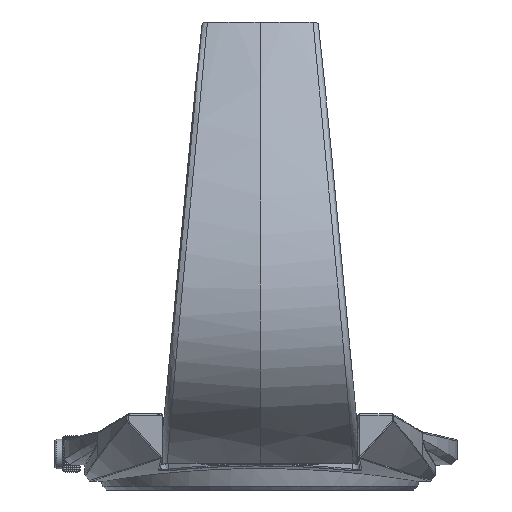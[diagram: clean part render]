
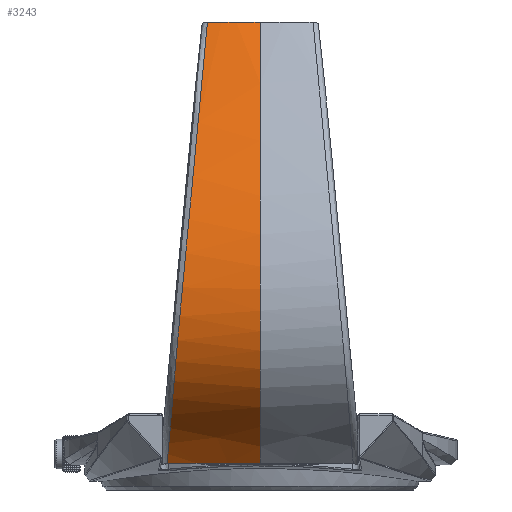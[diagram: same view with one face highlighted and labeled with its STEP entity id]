
A CAD part, front view. The second image highlights one B-rep face of the part: STEP entity #3243.
In plain terms, the highlighted free-form (B-spline) face has degree [2, 3] with [3, 6] control points.
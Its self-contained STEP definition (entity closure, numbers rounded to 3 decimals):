
#3243 = ADVANCED_FACE('',(#3244),#3333,.T.);
#3244 = FACE_BOUND('',#3245,.T.);
#3245 = EDGE_LOOP('',(#3246,#3259,#3316,#3327));
#3246 = ORIENTED_EDGE('',*,*,#3247,.T.);
#3247 = EDGE_CURVE('',#3248,#3250,#3252,.T.);
#3248 = VERTEX_POINT('',#3249);
#3249 = CARTESIAN_POINT('',(0.,-21.666,53.753));
#3250 = VERTEX_POINT('',#3251);
#3251 = CARTESIAN_POINT('',(-6.069,-20.935,
    53.753));
#3252 = B_SPLINE_CURVE_WITH_KNOTS('',3,(#3253,#3254,#3255,#3256,#3257,
    #3258),.UNSPECIFIED.,.F.,.F.,(4,2,4),(0.,0.5,0.531),
  .UNSPECIFIED.);
#3253 = CARTESIAN_POINT('',(0.,-21.666,53.753));
#3254 = CARTESIAN_POINT('',(-1.971,-21.675,
    53.753));
#3255 = CARTESIAN_POINT('',(-3.876,-21.459,
    53.753));
#3256 = CARTESIAN_POINT('',(-5.838,-20.993,
    53.753));
#3257 = CARTESIAN_POINT('',(-5.953,-20.965,
    53.753));
#3258 = CARTESIAN_POINT('',(-6.069,-20.935,
    53.753));
#3259 = ORIENTED_EDGE('',*,*,#3260,.T.);
#3260 = EDGE_CURVE('',#3250,#3261,#3263,.T.);
#3261 = VERTEX_POINT('',#3262);
#3262 = CARTESIAN_POINT('',(-10.685,-20.696,
    3.073));
#3263 = B_SPLINE_CURVE_WITH_KNOTS('',3,(#3264,#3265,#3266,#3267,#3268,
    #3269,#3270,#3271,#3272,#3273,#3274,#3275,#3276,#3277,#3278,#3279,
    #3280,#3281,#3282,#3283,#3284,#3285,#3286,#3287,#3288,#3289,#3290,
    #3291,#3292,#3293,#3294,#3295,#3296,#3297,#3298,#3299,#3300,#3301,
    #3302,#3303,#3304,#3305,#3306,#3307,#3308,#3309,#3310,#3311,#3312,
    #3313,#3314,#3315),.UNSPECIFIED.,.F.,.F.,(4,2,2,2,2,2,2,2,2,2,2,2,2,
    2,2,2,2,2,2,2,2,2,2,2,2,4),(0.,0.002,
    0.004,0.009,0.013,
    0.017,0.026,0.03,
    0.033,0.035,0.039,
    0.041,0.043,0.048,
    0.049,0.05,0.052,
    0.054,0.057,0.061,
    0.063,0.065,0.067,
    0.069,0.069,0.07),
  .UNSPECIFIED.);
#3264 = CARTESIAN_POINT('',(-6.069,-20.935,
    53.753));
#3265 = CARTESIAN_POINT('',(-6.115,-21.363,
    53.249));
#3266 = CARTESIAN_POINT('',(-6.161,-21.788,
    52.741));
#3267 = CARTESIAN_POINT('',(-6.255,-22.63,
    51.721));
#3268 = CARTESIAN_POINT('',(-6.303,-23.048,
    51.208));
#3269 = CARTESIAN_POINT('',(-6.446,-24.288,
    49.661));
#3270 = CARTESIAN_POINT('',(-6.543,-25.099,
    48.618));
#3271 = CARTESIAN_POINT('',(-6.739,-26.684,
    46.504));
#3272 = CARTESIAN_POINT('',(-6.839,-27.458,
    45.433));
#3273 = CARTESIAN_POINT('',(-7.043,-28.963,
    43.259));
#3274 = CARTESIAN_POINT('',(-7.147,-29.694,
    42.155));
#3275 = CARTESIAN_POINT('',(-7.462,-31.799,
    38.794));
#3276 = CARTESIAN_POINT('',(-7.679,-33.086,
    36.498));
#3277 = CARTESIAN_POINT('',(-8.017,-34.739,
    32.922));
#3278 = CARTESIAN_POINT('',(-8.132,-35.243,
    31.708));
#3279 = CARTESIAN_POINT('',(-8.308,-35.907,
    29.842));
#3280 = CARTESIAN_POINT('',(-8.367,-36.113,
    29.213));
#3281 = CARTESIAN_POINT('',(-8.488,-36.487,
    27.936));
#3282 = CARTESIAN_POINT('',(-8.548,-36.654,
    27.293));
#3283 = CARTESIAN_POINT('',(-8.73,-37.085,
    25.359));
#3284 = CARTESIAN_POINT('',(-8.852,-37.281,
    24.06));
#3285 = CARTESIAN_POINT('',(-9.035,-37.393,
    22.093));
#3286 = CARTESIAN_POINT('',(-9.096,-37.4,
    21.434));
#3287 = CARTESIAN_POINT('',(-9.218,-37.342,
    20.108));
#3288 = CARTESIAN_POINT('',(-9.279,-37.277,
    19.437));
#3289 = CARTESIAN_POINT('',(-9.458,-36.965,
    17.463));
#3290 = CARTESIAN_POINT('',(-9.571,-36.602,
    16.189));
#3291 = CARTESIAN_POINT('',(-9.705,-35.937,
    14.654));
#3292 = CARTESIAN_POINT('',(-9.732,-35.793,
    14.349));
#3293 = CARTESIAN_POINT('',(-9.783,-35.487,
    13.754));
#3294 = CARTESIAN_POINT('',(-9.808,-35.325,
    13.463));
#3295 = CARTESIAN_POINT('',(-9.882,-34.813,
    12.606));
#3296 = CARTESIAN_POINT('',(-9.928,-34.437,
    12.059));
#3297 = CARTESIAN_POINT('',(-10.017,-33.621,
    11.01));
#3298 = CARTESIAN_POINT('',(-10.059,-33.181,
    10.506));
#3299 = CARTESIAN_POINT('',(-10.139,-32.243,
    9.545));
#3300 = CARTESIAN_POINT('',(-10.177,-31.753,
    9.093));
#3301 = CARTESIAN_POINT('',(-10.284,-30.228,
    7.81));
#3302 = CARTESIAN_POINT('',(-10.347,-29.14,
    7.053));
#3303 = CARTESIAN_POINT('',(-10.433,-27.426,
    6.027));
#3304 = CARTESIAN_POINT('',(-10.461,-26.839,
    5.703));
#3305 = CARTESIAN_POINT('',(-10.512,-25.649,
    5.091));
#3306 = CARTESIAN_POINT('',(-10.537,-25.046,
    4.803));
#3307 = CARTESIAN_POINT('',(-10.583,-23.825,4.259
    ));
#3308 = CARTESIAN_POINT('',(-10.605,-23.208,
    4.002));
#3309 = CARTESIAN_POINT('',(-10.636,-22.272,
    3.639));
#3310 = CARTESIAN_POINT('',(-10.646,-21.959,
    3.521));
#3311 = CARTESIAN_POINT('',(-10.661,-21.487,
    3.349));
#3312 = CARTESIAN_POINT('',(-10.666,-21.329,
    3.293));
#3313 = CARTESIAN_POINT('',(-10.675,-21.013,
    3.182));
#3314 = CARTESIAN_POINT('',(-10.68,-20.853,
    3.126));
#3315 = CARTESIAN_POINT('',(-10.685,-20.696,
    3.073));
#3316 = ORIENTED_EDGE('',*,*,#3317,.F.);
#3317 = EDGE_CURVE('',#3318,#3261,#3320,.T.);
#3318 = VERTEX_POINT('',#3319);
#3319 = CARTESIAN_POINT('',(0.,-22.99,3.073));
#3320 = B_SPLINE_CURVE_WITH_KNOTS('',3,(#3321,#3322,#3323,#3324,#3325,
    #3326),.UNSPECIFIED.,.F.,.F.,(4,2,4),(0.,0.5,0.908),
  .UNSPECIFIED.);
#3321 = CARTESIAN_POINT('',(0.,-22.99,3.073));
#3322 = CARTESIAN_POINT('',(-2.071,-22.999,
    3.073));
#3323 = CARTESIAN_POINT('',(-4.084,-22.771,
    3.073));
#3324 = CARTESIAN_POINT('',(-7.627,-21.928,
    3.073));
#3325 = CARTESIAN_POINT('',(-9.178,-21.391,
    3.073));
#3326 = CARTESIAN_POINT('',(-10.685,-20.696,
    3.073));
#3327 = ORIENTED_EDGE('',*,*,#3328,.T.);
#3328 = EDGE_CURVE('',#3318,#3248,#3329,.T.);
#3329 = B_SPLINE_CURVE_WITH_KNOTS('',2,(#3330,#3331,#3332),
  .UNSPECIFIED.,.F.,.F.,(3,3),(0.,1.),.PIECEWISE_BEZIER_KNOTS.);
#3330 = CARTESIAN_POINT('',(0.,-22.99,3.073));
#3331 = CARTESIAN_POINT('',(0.,-54.408,15.012));
#3332 = CARTESIAN_POINT('',(0.,-21.666,53.753));
#3333 = B_SPLINE_SURFACE_WITH_KNOTS('',2,3,(
    (#3334,#3335,#3336,#3337,#3338,#3339)
    ,(#3340,#3341,#3342,#3343,#3344,#3345)
    ,(#3346,#3347,#3348,#3349,#3350,#3351
    )),.UNSPECIFIED.,.F.,.F.,.F.,(3,3),(4,2,4),(0.,1.),(0.,0.5,1.),
  .UNSPECIFIED.);
#3334 = CARTESIAN_POINT('',(0.,-22.99,3.073));
#3335 = CARTESIAN_POINT('',(-2.071,-22.999,
    3.073));
#3336 = CARTESIAN_POINT('',(-4.084,-22.771,
    3.073));
#3337 = CARTESIAN_POINT('',(-7.984,-21.843,
    3.073));
#3338 = CARTESIAN_POINT('',(-9.872,-21.141,
    3.073));
#3339 = CARTESIAN_POINT('',(-11.693,-20.205,
    3.073));
#3340 = CARTESIAN_POINT('',(0.,-54.408,15.012));
#3341 = CARTESIAN_POINT('',(-4.455,-54.417,
    15.012));
#3342 = CARTESIAN_POINT('',(-9.006,-53.907,
    15.012));
#3343 = CARTESIAN_POINT('',(-17.877,-51.772,
    15.012));
#3344 = CARTESIAN_POINT('',(-22.184,-50.15,
    15.012));
#3345 = CARTESIAN_POINT('',(-26.174,-48.088,
    15.012));
#3346 = CARTESIAN_POINT('',(0.,-21.666,53.753));
#3347 = CARTESIAN_POINT('',(-1.971,-21.675,
    53.753));
#3348 = CARTESIAN_POINT('',(-3.876,-21.459,
    53.753));
#3349 = CARTESIAN_POINT('',(-7.568,-20.582,
    53.753));
#3350 = CARTESIAN_POINT('',(-9.353,-19.919,
    53.753));
#3351 = CARTESIAN_POINT('',(-11.083,-19.031,
    53.753));
